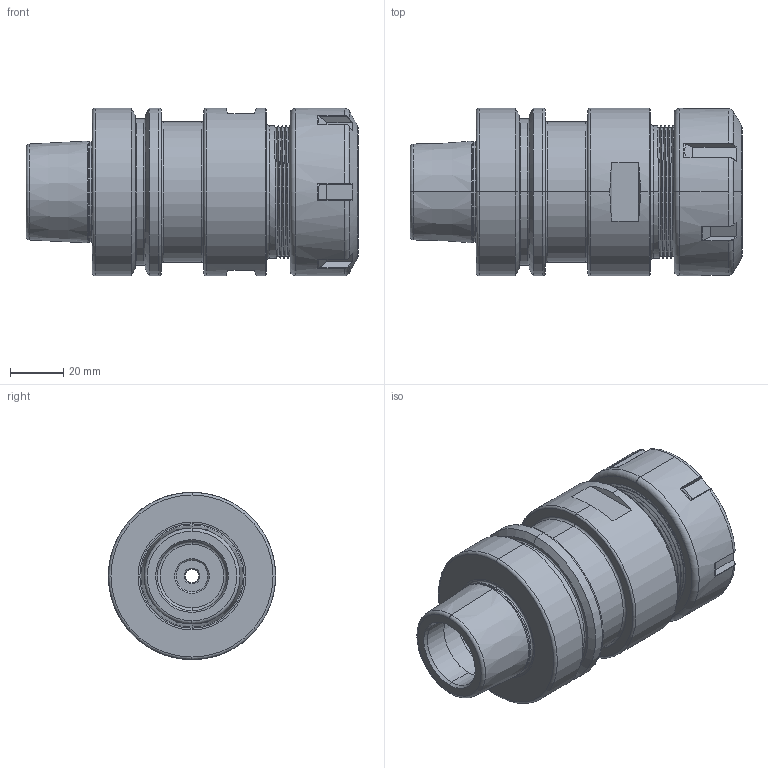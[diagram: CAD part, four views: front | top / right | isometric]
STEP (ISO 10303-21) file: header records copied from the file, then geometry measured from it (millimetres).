
FILE_DESCRIPTION (( 'STEP AP203' ), '1' );
FILE_NAME ('F63.02.26.1.STEP', '2017-12-25T10:56:20', ( '' ), ( '' ), 'SwSTEP 2.0', 'SolidWorks 2012', '' );
FILE_SCHEMA (( 'CONFIG_CONTROL_DESIGN' ));
Length unit declared in the file: millimetre
Products named in the file (3): 2-01.100.0400260C7_ER40螺帽(六溝); F63.02.26.1
Assembly tree (2 placements, depth 2):
  F63.02.26.1
    F63.02.26.1
    2-01.100.0400260C7_ER40螺帽(六溝)
Bounding box: 125 x 63 x 63 mm (x, y, z)
Volume: 210297.3 mm3; surface area: 52987.9 mm2
Topology: 2 solids, 2 shells, 287 faces, 720 edges, 446 vertices
Faces by surface type: cylinder 96, plane 61, torus 59, bspline 42, cone 29
Entity records: 17248 total; most frequent: CARTESIAN_POINT 10765, ORIENTED_EDGE 1436, DIRECTION 1155, EDGE_CURVE 718, AXIS2_PLACEMENT_3D 480, VERTEX_POINT 446, EDGE_LOOP 302, ADVANCED_FACE 287
